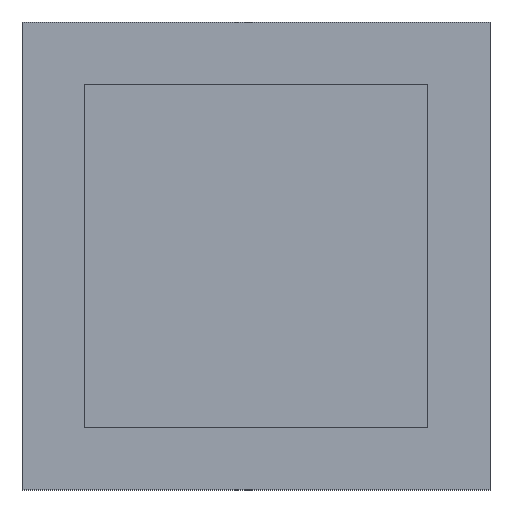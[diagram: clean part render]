
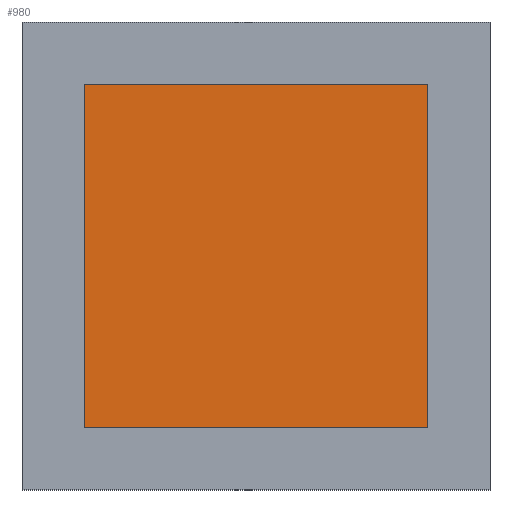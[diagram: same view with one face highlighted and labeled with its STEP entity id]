
A CAD part, front view. The second image highlights one B-rep face of the part: STEP entity #980.
In plain terms, the highlighted planar face has unit normal (0, -1, 0).
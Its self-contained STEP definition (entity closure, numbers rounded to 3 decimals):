
#90 = VECTOR ( 'NONE', #1369, 1000. ) ;
#157 = EDGE_CURVE ( 'NONE', #923, #740, #657, .T. ) ;
#173 = DIRECTION ( 'NONE',  ( 1., 0., 0. ) ) ;
#293 = EDGE_CURVE ( 'NONE', #1288, #923, #761, .T. ) ;
#388 = VECTOR ( 'NONE', #173, 1000. ) ;
#443 = CARTESIAN_POINT ( 'NONE',  ( -30., 135., -30. ) ) ;
#471 = ORIENTED_EDGE ( 'NONE', *, *, #293, .F. ) ;
#483 = DIRECTION ( 'NONE',  ( 0., -1., 0. ) ) ;
#559 = DIRECTION ( 'NONE',  ( 0., 0., 1. ) ) ;
#657 = LINE ( 'NONE', #1374, #90 ) ;
#671 = LINE ( 'NONE', #1352, #1072 ) ;
#740 = VERTEX_POINT ( 'NONE', #919 ) ;
#757 = DIRECTION ( 'NONE',  ( 0., 0., -1. ) ) ;
#761 = LINE ( 'NONE', #1240, #388 ) ;
#765 = CARTESIAN_POINT ( 'NONE',  ( -30., 135., -30. ) ) ;
#776 = AXIS2_PLACEMENT_3D ( 'NONE', #831, #483, #757 ) ;
#831 = CARTESIAN_POINT ( 'NONE',  ( 0., 135., 0. ) ) ;
#842 = VERTEX_POINT ( 'NONE', #443 ) ;
#889 = EDGE_CURVE ( 'NONE', #740, #842, #998, .T. ) ;
#919 = CARTESIAN_POINT ( 'NONE',  ( 30., 135., -30. ) ) ;
#923 = VERTEX_POINT ( 'NONE', #1069 ) ;
#953 = FACE_OUTER_BOUND ( 'NONE', #1071, .T. ) ;
#961 = ORIENTED_EDGE ( 'NONE', *, *, #889, .F. ) ;
#980 = ADVANCED_FACE ( 'NONE', ( #953 ), #1080, .T. ) ;
#998 = LINE ( 'NONE', #765, #1179 ) ;
#1015 = CARTESIAN_POINT ( 'NONE',  ( -30., 135., 30. ) ) ;
#1069 = CARTESIAN_POINT ( 'NONE',  ( 30., 135., 30. ) ) ;
#1070 = ORIENTED_EDGE ( 'NONE', *, *, #1144, .F. ) ;
#1071 = EDGE_LOOP ( 'NONE', ( #1469, #471, #1070, #961 ) ) ;
#1072 = VECTOR ( 'NONE', #559, 1000. ) ;
#1080 = PLANE ( 'NONE',  #776 ) ;
#1144 = EDGE_CURVE ( 'NONE', #842, #1288, #671, .T. ) ;
#1179 = VECTOR ( 'NONE', #1207, 1000. ) ;
#1207 = DIRECTION ( 'NONE',  ( -1., 0., 0. ) ) ;
#1240 = CARTESIAN_POINT ( 'NONE',  ( -30., 135., 30. ) ) ;
#1288 = VERTEX_POINT ( 'NONE', #1015 ) ;
#1352 = CARTESIAN_POINT ( 'NONE',  ( -30., 135., 30. ) ) ;
#1369 = DIRECTION ( 'NONE',  ( 0., 0., -1. ) ) ;
#1374 = CARTESIAN_POINT ( 'NONE',  ( 30., 135., 30. ) ) ;
#1469 = ORIENTED_EDGE ( 'NONE', *, *, #157, .F. ) ;
